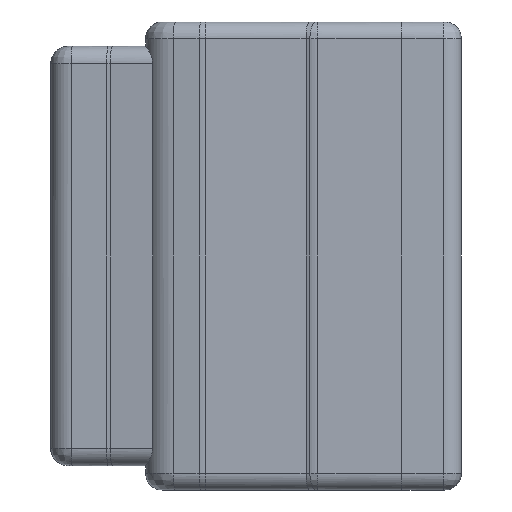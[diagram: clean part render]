
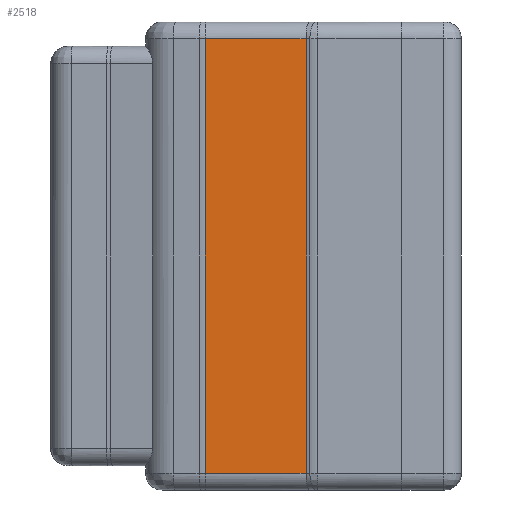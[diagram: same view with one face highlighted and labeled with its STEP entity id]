
A CAD part, front view. The second image highlights one B-rep face of the part: STEP entity #2518.
In plain terms, the highlighted planar face has unit normal (-0.018, -1, 0).
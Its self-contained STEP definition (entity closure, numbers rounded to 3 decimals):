
#95 = LINE ( 'NONE', #4139, #3163 ) ;
#372 = EDGE_CURVE ( 'NONE', #1558, #1723, #5024, .T. ) ;
#826 = AXIS2_PLACEMENT_3D ( 'NONE', #5953, #4821, #2441 ) ;
#990 = ORIENTED_EDGE ( 'NONE', *, *, #7428, .T. ) ;
#1406 = ORIENTED_EDGE ( 'NONE', *, *, #7317, .F. ) ;
#1558 = VERTEX_POINT ( 'NONE', #2352 ) ;
#1639 = CARTESIAN_POINT ( 'NONE',  ( -11.6, 0.28, 20.45 ) ) ;
#1723 = VERTEX_POINT ( 'NONE', #1639 ) ;
#1838 = PLANE ( 'NONE',  #826 ) ;
#1989 = CARTESIAN_POINT ( 'NONE',  ( -7.033, 0.2, 0.75 ) ) ;
#2000 = ORIENTED_EDGE ( 'NONE', *, *, #372, .T. ) ;
#2225 = VERTEX_POINT ( 'NONE', #1989 ) ;
#2352 = CARTESIAN_POINT ( 'NONE',  ( -7.033, 0.2, 20.45 ) ) ;
#2441 = DIRECTION ( 'NONE',  ( 0., 0., 1. ) ) ;
#2518 = ADVANCED_FACE ( 'NONE', ( #3545 ), #1838, .T. ) ;
#3163 = VECTOR ( 'NONE', #7107, 1000. ) ;
#3268 = ORIENTED_EDGE ( 'NONE', *, *, #6789, .T. ) ;
#3545 = FACE_OUTER_BOUND ( 'NONE', #3837, .T. ) ;
#3837 = EDGE_LOOP ( 'NONE', ( #990, #3268, #1406, #2000 ) ) ;
#4139 = CARTESIAN_POINT ( 'NONE',  ( -11.6, 0.28, 0.75 ) ) ;
#4172 = VECTOR ( 'NONE', #4916, 1000. ) ;
#4821 = DIRECTION ( 'NONE',  ( -0.017, -1., 0. ) ) ;
#4916 = DIRECTION ( 'NONE',  ( -1., 0.017, 0. ) ) ;
#5024 = LINE ( 'NONE', #5536, #4172 ) ;
#5096 = CARTESIAN_POINT ( 'NONE',  ( -11.6, 0.28, 0.75 ) ) ;
#5229 = DIRECTION ( 'NONE',  ( 0., 0., -1. ) ) ;
#5436 = CARTESIAN_POINT ( 'NONE',  ( -11.6, 0.28, 0.75 ) ) ;
#5514 = LINE ( 'NONE', #5436, #7326 ) ;
#5536 = CARTESIAN_POINT ( 'NONE',  ( -7.033, 0.2, 20.45 ) ) ;
#5810 = LINE ( 'NONE', #6383, #7447 ) ;
#5953 = CARTESIAN_POINT ( 'NONE',  ( -7.033, 0.2, 0.75 ) ) ;
#6383 = CARTESIAN_POINT ( 'NONE',  ( -7.033, 0.2, 0.75 ) ) ;
#6627 = DIRECTION ( 'NONE',  ( 0., 0., -1. ) ) ;
#6789 = EDGE_CURVE ( 'NONE', #7278, #2225, #95, .T. ) ;
#7107 = DIRECTION ( 'NONE',  ( 1., -0.017, 0. ) ) ;
#7278 = VERTEX_POINT ( 'NONE', #5096 ) ;
#7317 = EDGE_CURVE ( 'NONE', #1558, #2225, #5810, .T. ) ;
#7326 = VECTOR ( 'NONE', #6627, 1000. ) ;
#7428 = EDGE_CURVE ( 'NONE', #1723, #7278, #5514, .T. ) ;
#7447 = VECTOR ( 'NONE', #5229, 1000. ) ;
